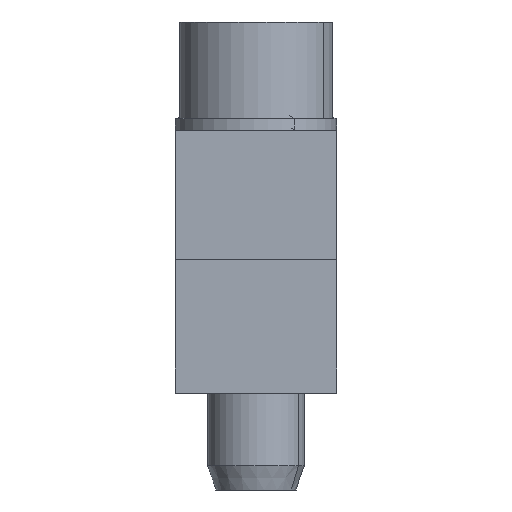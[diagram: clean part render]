
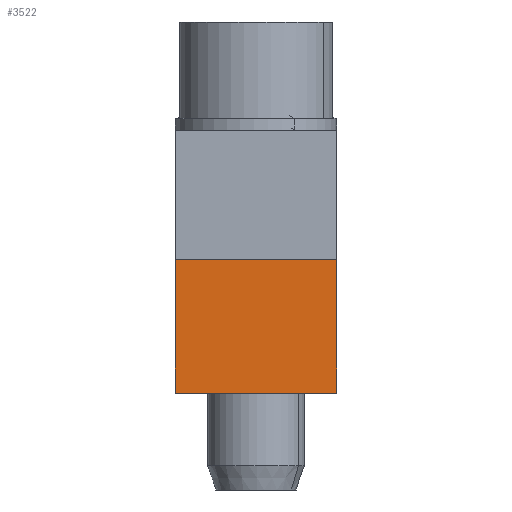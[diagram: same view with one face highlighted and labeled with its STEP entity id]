
A CAD part, left-side view. The second image highlights one B-rep face of the part: STEP entity #3522.
In plain terms, the highlighted planar face has unit normal (-1, 0, 0).
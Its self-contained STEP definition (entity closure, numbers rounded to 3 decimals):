
#3495=AXIS2_PLACEMENT_3D('Plane Axis2P3D',#3492,#3493,#3494) ;
#3443=CARTESIAN_POINT('Vertex',(0.,10.,14.3)) ;
#3448=CARTESIAN_POINT('Line Origine',(0.,5.,14.3)) ;
#3452=CARTESIAN_POINT('Vertex',(0.,0.,14.3)) ;
#3492=CARTESIAN_POINT('Axis2P3D Location',(0.,5.,14.3)) ;
#3497=CARTESIAN_POINT('Line Origine',(0.,10.,10.15)) ;
#3501=CARTESIAN_POINT('Vertex',(0.,10.,6.)) ;
#3504=CARTESIAN_POINT('Line Origine',(0.,5.,6.)) ;
#3508=CARTESIAN_POINT('Vertex',(0.,0.,6.)) ;
#3511=CARTESIAN_POINT('Line Origine',(0.,0.,10.15)) ;
#3449=DIRECTION('Vector Direction',(0.,-1.,0.)) ;
#3493=DIRECTION('Axis2P3D Direction',(1.,0.,0.)) ;
#3494=DIRECTION('Axis2P3D XDirection',(0.,-1.,0.)) ;
#3498=DIRECTION('Vector Direction',(0.,0.,1.)) ;
#3505=DIRECTION('Vector Direction',(0.,1.,0.)) ;
#3512=DIRECTION('Vector Direction',(0.,0.,-1.)) ;
#3450=VECTOR('Line Direction',#3449,1.) ;
#3499=VECTOR('Line Direction',#3498,1.) ;
#3506=VECTOR('Line Direction',#3505,1.) ;
#3513=VECTOR('Line Direction',#3512,1.) ;
#3517=ORIENTED_EDGE('',*,*,#3503,.F.) ;
#3518=ORIENTED_EDGE('',*,*,#3510,.F.) ;
#3519=ORIENTED_EDGE('',*,*,#3515,.F.) ;
#3520=ORIENTED_EDGE('',*,*,#3454,.F.) ;
#3522=ADVANCED_FACE('V10',(#3521),#3496,.F.) ;
#3454=EDGE_CURVE('',#3444,#3453,#3451,.T.) ;
#3503=EDGE_CURVE('',#3502,#3444,#3500,.T.) ;
#3510=EDGE_CURVE('',#3509,#3502,#3507,.T.) ;
#3515=EDGE_CURVE('',#3453,#3509,#3514,.T.) ;
#3516=EDGE_LOOP('',(#3517,#3518,#3519,#3520)) ;
#3521=FACE_OUTER_BOUND('',#3516,.T.) ;
#3451=LINE('Line',#3448,#3450) ;
#3500=LINE('Line',#3497,#3499) ;
#3507=LINE('Line',#3504,#3506) ;
#3514=LINE('Line',#3511,#3513) ;
#3496=PLANE('',#3495) ;
#3444=VERTEX_POINT('',#3443) ;
#3453=VERTEX_POINT('',#3452) ;
#3502=VERTEX_POINT('',#3501) ;
#3509=VERTEX_POINT('',#3508) ;
